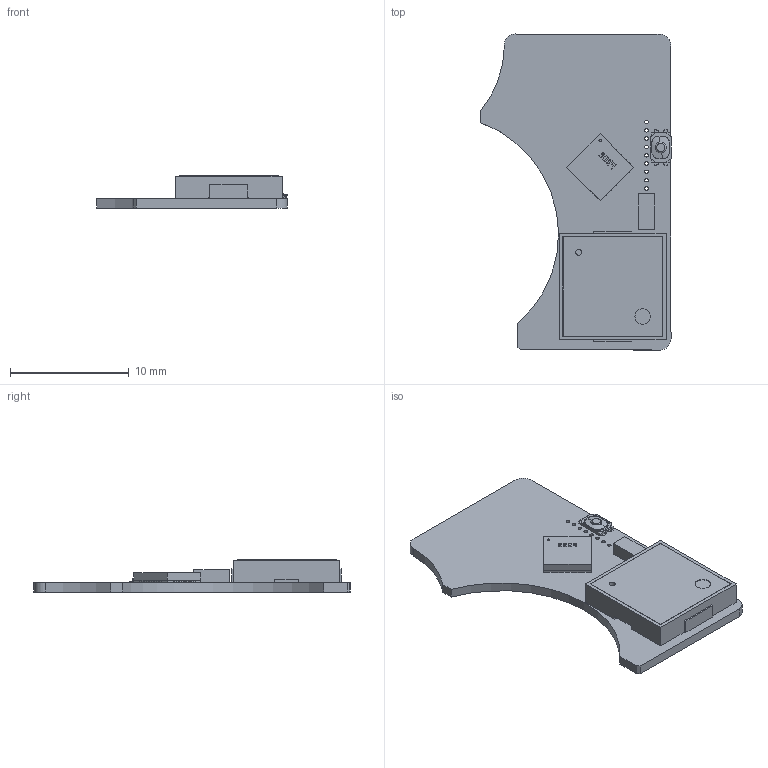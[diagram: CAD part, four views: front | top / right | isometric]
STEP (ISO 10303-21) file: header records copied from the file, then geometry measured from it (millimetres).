
FILE_DESCRIPTION (( 'STEP AP214' ), '1' );
FILE_NAME ('2.STEP', '2017-09-07T08:20:26', ( '' ), ( '' ), 'SwSTEP 2.0', 'SolidWorks 2016', '' );
FILE_SCHEMA (( 'AUTOMOTIVE_DESIGN' ));
Length unit declared in the file: millimetre
Products named in the file (46): 831018736; 831018872; Cylinder_5; 848871168; 831019688; 848868352; Extruded_7; Extruded_9; 831019280; Extruded; Extruded_11; Cylinder; 848870016; BZ1; 831018192; U1; CPT-9019S-SMT; Extruded_6; Extruded_5; 848870912; 831017920; EVPBB2A9B000; 831017648; 831017784; Extruded_3; TR1; 831019416; Cylinder_6; Extruded_4; 831019144; 831018328; SW1; Cylinder_4; Extruded_13; Board; Extruded_10; 848871296; 2; Extruded_8; 831018600 ...
Assembly tree (126 placements, depth 4):
  2
    Board
    U1
      831017784
        Extruded
      831017920
        Extruded_2
      831018056
        Extruded_3
      831018192
        Extruded_4
      831018328
        Extruded_5
      848868352
        Cylinder
      831018600
        Extruded_6
      831018736
        Extruded_7
      831018872  x14
        Extruded_8
      848870016  x11
        Cylinder_2
      831019144  x14
        Extruded_9
      831019280  x14
        Extruded_10
      848870912  x7
        Cylinder_3
      831019416  x14
        Extruded_11
      848869760  x7
        Cylinder_4
      848871168  x7
        Cylinder_5
      848871296
        Cylinder_6
      831019688  x2
        Extruded_12
    BZ1
      CPT-9019S-SMT
    TR1
      831017648
        Extruded_13
    SW1
      EVPBB2A9B000
Bounding box: 16.08 x 26.64 x 2.71 mm (x, y, z)
Volume: 361 mm3; surface area: 1268.4 mm2
Topology: 105 solids, 109 shells, 1011 faces, 2375 edges, 1588 vertices
Faces by surface type: plane 854, cylinder 148, sphere 4, cone 3, bspline 2
Entity records: 24880 total; most frequent: CARTESIAN_POINT 3736, DIRECTION 3223, ORIENTED_EDGE 3134, EDGE_CURVE 1571, LINE 1365, VECTOR 1365, VERTEX_POINT 1052, AXIS2_PLACEMENT_3D 929
